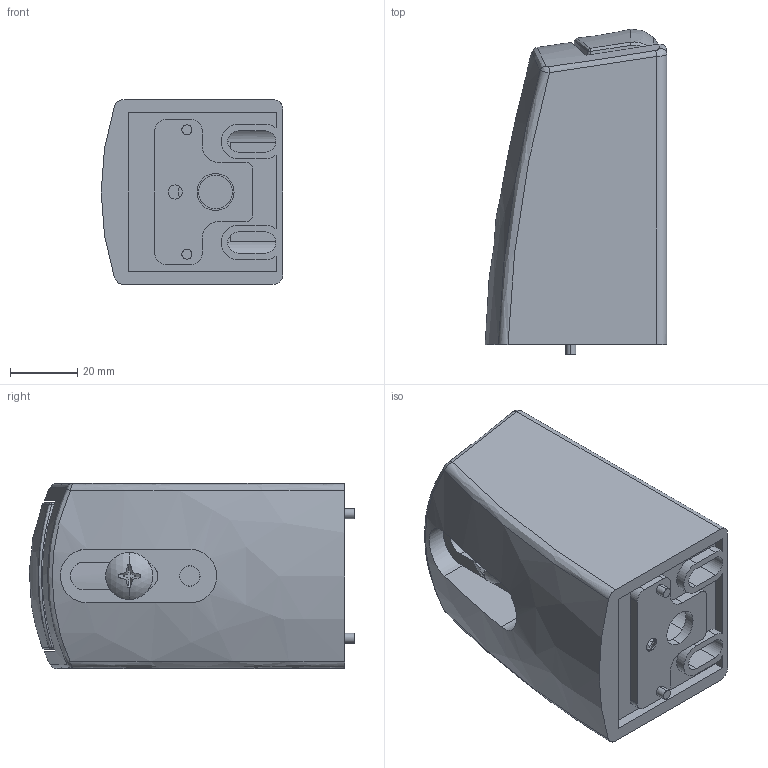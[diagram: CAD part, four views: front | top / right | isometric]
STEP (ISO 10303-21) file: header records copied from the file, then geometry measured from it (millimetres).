
FILE_DESCRIPTION (( 'STEP AP203' ), '1' );
FILE_NAME ('sone3D.STEP', '2015-07-07T00:32:34', ( '' ), ( '' ), 'SwSTEP 2.0', 'SolidWorks 2012', '' );
FILE_SCHEMA (( 'CONFIG_CONTROL_DESIGN' ));
Length unit declared in the file: millimetre
Products named in the file (7): 六角袋ナットM10_; FA-772S-2調整板_; 歯付座金M6外歯形; 廫帤寠晅僩儔僗偹偠M6_M6亊16; FA-772S-2止金_; FA-772S-2本体_; sone3D
Assembly tree (8 placements, depth 2):
  sone3D
    FA-772S-2本体_
    FA-772S-2止金_
    廫帤寠晅僩儔僗偹偠M6_M6亊16  x2
    歯付座金M6外歯形  x2
    FA-772S-2調整板_
    六角袋ナットM10_
Bounding box: 54 x 96.71 x 55 mm (x, y, z)
Volume: 131170 mm3; surface area: 47343.4 mm2
Topology: 8 solids, 8 shells, 289 faces, 730 edges, 459 vertices
Faces by surface type: cylinder 104, plane 95, bspline 41, cone 20, torus 17, sphere 12
Entity records: 10393 total; most frequent: CARTESIAN_POINT 3431, ORIENTED_EDGE 1312, DIRECTION 1275, EDGE_CURVE 656, AXIS2_PLACEMENT_3D 486, VERTEX_POINT 413, LINE 303, VECTOR 303
